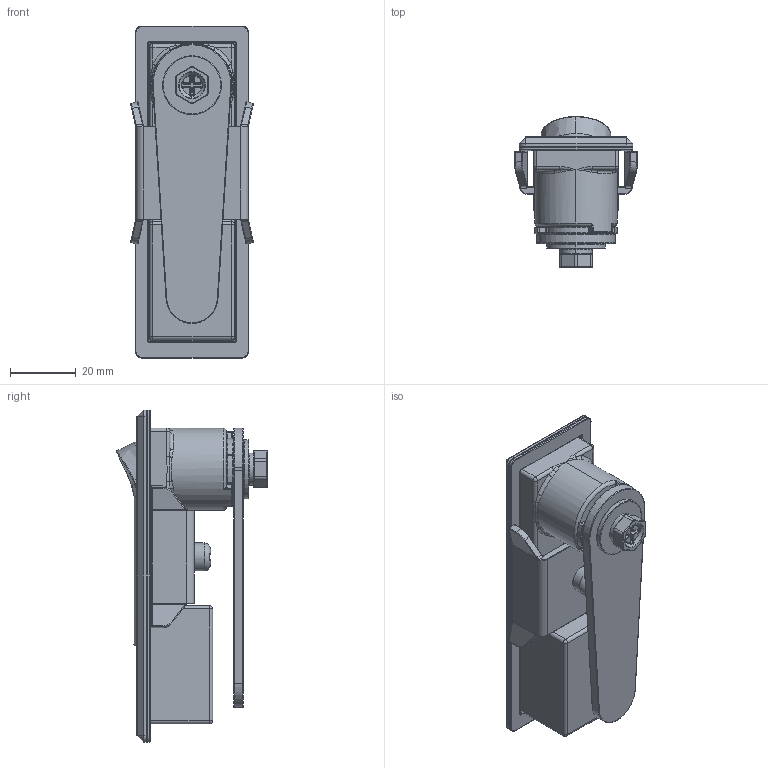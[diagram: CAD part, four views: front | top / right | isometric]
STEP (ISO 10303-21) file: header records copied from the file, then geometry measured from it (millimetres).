
FILE_DESCRIPTION (( 'STEP AP214' ), '1' );
FILE_NAME ('DLZ-A350-2.STEP', '2018-01-08T03:34:14', ( '' ), ( '' ), 'SwSTEP 2.0', 'SolidWorks 2010', '' );
FILE_SCHEMA (( 'AUTOMOTIVE_DESIGN' ));
Length unit declared in the file: millimetre
Products named in the file (12): 方向限位片; 防水膠條; 鎖付壓板; M6螺絲; M5X10螺絲; TX-004; 基座; DLZ-A350-2; 鎖心; 轉軸; 手柄; 鎖芯座
Assembly tree (11 placements, depth 2):
  DLZ-A350-2
    防水膠條
    基座
    方向限位片
    手柄
    鎖心
    轉軸
    鎖芯座
    鎖付壓板
    M5X10螺絲
    M6螺絲
    TX-004
Bounding box: 37.32 x 45.91 x 101 mm (x, y, z)
Volume: 45517.1 mm3; surface area: 39339.8 mm2
Topology: 12 solids, 12 shells, 1345 faces, 3125 edges, 1697 vertices
Faces by surface type: cylinder 511, torus 283, plane 237, bspline 198, sphere 104, cone 12
Entity records: 51321 total; most frequent: CARTESIAN_POINT 21583, DIRECTION 6435, ORIENTED_EDGE 6012, EDGE_CURVE 3006, AXIS2_PLACEMENT_3D 2724, VERTEX_POINT 1695, CIRCLE 1563, EDGE_LOOP 1379
